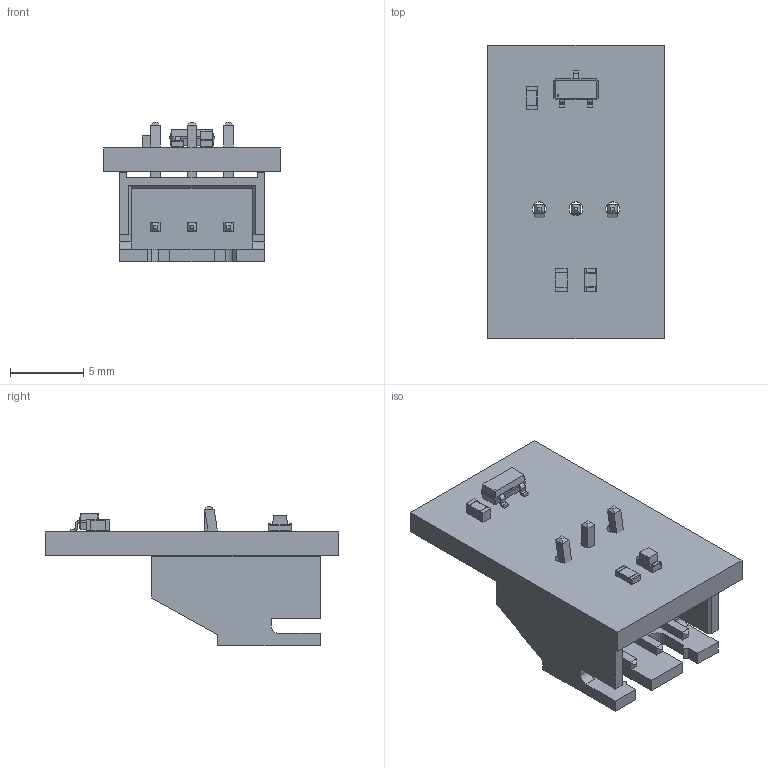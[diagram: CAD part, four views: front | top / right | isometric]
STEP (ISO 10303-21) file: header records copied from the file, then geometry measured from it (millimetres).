
FILE_DESCRIPTION(('KiCad electronic assembly'),'2;1');
FILE_NAME('IP68-limit-switch.step','2024-08-20T19:05:12',('Pcbnew'),( 'Kicad'),'Open CASCADE STEP processor 7.8','KiCad to STEP converter' ,'Unknown');
FILE_SCHEMA(('AUTOMOTIVE_DESIGN { 1 0 10303 214 1 1 1 1 }'));
Length unit declared in the file: millimetre
Products named in the file (12): IP68-limit-switch 1; R_0603_1608Metric; SOT-23-3; C_0603_1608Metric; LED_0603_1608Metric; JST_XH_S3B-XH-A-1_1x03_P2.50mm_Horizontal; JST_S3B_XH_A_1; _autosave-IP68-limit-switch_PCB
Assembly tree (11 placements, depth 3):
  IP68-limit-switch 1
    R_0603_1608Metric
      R_0603_1608Metric
    SOT-23-3
      SOT-23-3
    C_0603_1608Metric
      C_0603_1608Metric
    LED_0603_1608Metric
      LED_0603_1608Metric
    JST_XH_S3B-XH-A-1_1x03_P2.50mm_Horizontal
      JST_S3B_XH_A_1
    _autosave-IP68-limit-switch_PCB
Bounding box: 12 x 20 x 9.5 mm (x, y, z)
Volume: 616.1 mm3; surface area: 1274.9 mm2
Topology: 6 solids, 6 shells, 319 faces, 836 edges, 539 vertices
Faces by surface type: plane 250, cylinder 53, bspline 16
Full cylindrical faces by diameter (mm): 0.95 x3
Entity records: 12017 total; most frequent: CARTESIAN_POINT 1778, ORIENTED_EDGE 1672, DIRECTION 1549, EDGE_CURVE 836, LINE 705, VECTOR 705, VERTEX_POINT 539, AXIS2_PLACEMENT_3D 422
